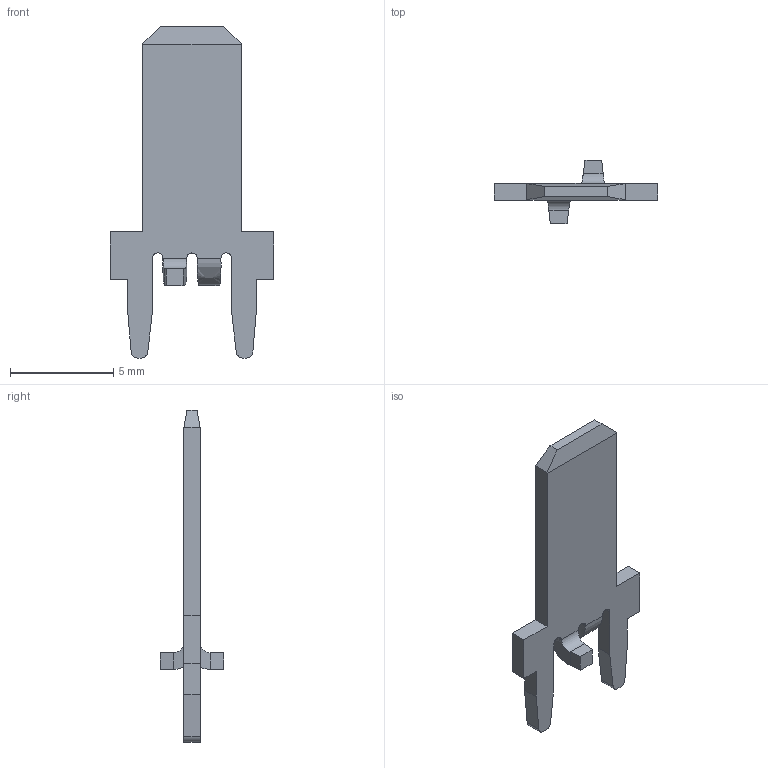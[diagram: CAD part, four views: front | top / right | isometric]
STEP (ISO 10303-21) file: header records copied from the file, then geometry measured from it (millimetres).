
FILE_DESCRIPTION((''),'2;1');
FILE_NAME('C-1217332-1','2015-05-29T',('workeradm'),('Tyco Electronics Ltd.'),'PRO/ENGINEER BY PARAMETRIC TECHNOLOGY CORPORATION, 2014090','PRO/ENGINEER BY PARAMETRIC TECHNOLOGY CORPORATION, 2014090','');
FILE_SCHEMA(('AUTOMOTIVE_DESIGN { 1 0 10303 214 1 1 1 1 }'));
Length unit declared in the file: millimetre
Products named in the file (1): C-1217332-1
Bounding box: 7.92 x 3.09 x 16.05 mm (x, y, z)
Volume: 57.8 mm3; surface area: 195.5 mm2
Topology: 1 solids, 1 shells, 53 faces, 139 edges, 88 vertices
Faces by surface type: plane 38, cylinder 9, bspline 6
Entity records: 1924 total; most frequent: CARTESIAN_POINT 471, ORIENTED_EDGE 278, DIRECTION 238, EDGE_CURVE 139, COLOUR_RGB 126, VECTOR 116, LINE 116, VERTEX_POINT 88
